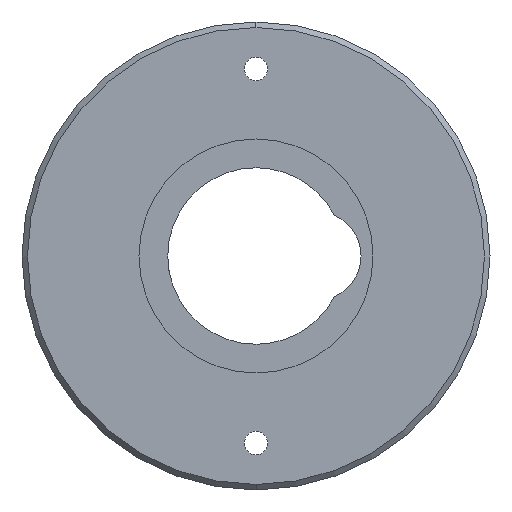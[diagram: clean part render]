
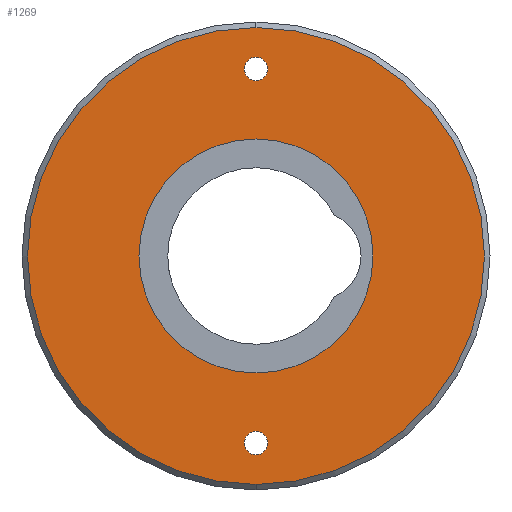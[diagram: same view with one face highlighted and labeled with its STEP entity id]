
A CAD part, left-side view. The second image highlights one B-rep face of the part: STEP entity #1269.
In plain terms, the highlighted planar face has unit normal (-1, 0, 0).
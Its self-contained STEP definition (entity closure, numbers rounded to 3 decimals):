
#10 = DIRECTION ( 'NONE',  ( 0., 0., -1. ) ) ;
#46 = FACE_BOUND ( 'NONE', #1737, .T. ) ;
#48 = ORIENTED_EDGE ( 'NONE', *, *, #2755, .F. ) ;
#49 = ORIENTED_EDGE ( 'NONE', *, *, #1792, .F. ) ;
#64 = CIRCLE ( 'NONE', #2116, 0.635 ) ;
#108 = CARTESIAN_POINT ( 'NONE',  ( -12.337, 0.643, 15.25 ) ) ;
#173 = CARTESIAN_POINT ( 'NONE',  ( -12.337, 0.643, 37.8 ) ) ;
#222 = CARTESIAN_POINT ( 'NONE',  ( -12.337, 0.643, 25.4 ) ) ;
#240 = CARTESIAN_POINT ( 'NONE',  ( -12.337, 0.643, 25.4 ) ) ;
#257 = CARTESIAN_POINT ( 'NONE',  ( -12.337, 0.643, 13. ) ) ;
#302 = CIRCLE ( 'NONE', #2037, 0.635 ) ;
#397 = EDGE_CURVE ( 'NONE', #901, #442, #64, .T. ) ;
#418 = DIRECTION ( 'NONE',  ( 0., 0., 1. ) ) ;
#424 = CIRCLE ( 'NONE', #872, 12.4 ) ;
#434 = AXIS2_PLACEMENT_3D ( 'NONE', #222, #1694, #418 ) ;
#441 = DIRECTION ( 'NONE',  ( 0., 0., -1. ) ) ;
#442 = VERTEX_POINT ( 'NONE', #519 ) ;
#519 = CARTESIAN_POINT ( 'NONE',  ( -12.337, 0.643, 15.885 ) ) ;
#552 = CIRCLE ( 'NONE', #1439, 6.35 ) ;
#621 = CARTESIAN_POINT ( 'NONE',  ( -12.337, 0.643, 34.915 ) ) ;
#635 = VERTEX_POINT ( 'NONE', #173 ) ;
#667 = VERTEX_POINT ( 'NONE', #1784 ) ;
#679 = EDGE_LOOP ( 'NONE', ( #48, #2166 ) ) ;
#759 = ORIENTED_EDGE ( 'NONE', *, *, #1669, .F. ) ;
#761 = EDGE_CURVE ( 'NONE', #2522, #635, #424, .T. ) ;
#774 = CIRCLE ( 'NONE', #2111, 12.4 ) ;
#836 = AXIS2_PLACEMENT_3D ( 'NONE', #898, #1478, #10 ) ;
#857 = EDGE_CURVE ( 'NONE', #1777, #2341, #1840, .T. ) ;
#872 = AXIS2_PLACEMENT_3D ( 'NONE', #240, #2174, #2583 ) ;
#898 = CARTESIAN_POINT ( 'NONE',  ( -12.337, 0.643, 25.4 ) ) ;
#901 = VERTEX_POINT ( 'NONE', #1168 ) ;
#1058 = DIRECTION ( 'NONE',  ( -1., 0., 0. ) ) ;
#1094 = AXIS2_PLACEMENT_3D ( 'NONE', #1502, #2363, #441 ) ;
#1105 = CARTESIAN_POINT ( 'NONE',  ( -12.337, 0.643, 15.25 ) ) ;
#1134 = DIRECTION ( 'NONE',  ( 0., 0., 1. ) ) ;
#1143 = EDGE_CURVE ( 'NONE', #635, #2522, #774, .T. ) ;
#1147 = DIRECTION ( 'NONE',  ( 0., 0., 1. ) ) ;
#1168 = CARTESIAN_POINT ( 'NONE',  ( -12.337, 0.643, 14.615 ) ) ;
#1212 = VERTEX_POINT ( 'NONE', #1897 ) ;
#1229 = DIRECTION ( 'NONE',  ( -1., 0., 0. ) ) ;
#1245 = CARTESIAN_POINT ( 'NONE',  ( -12.337, 0.643, 35.55 ) ) ;
#1253 = DIRECTION ( 'NONE',  ( -1., 0., 0. ) ) ;
#1269 = ADVANCED_FACE ( 'NONE', ( #2569, #46, #2351, #2137 ), #1911, .F. ) ;
#1271 = EDGE_LOOP ( 'NONE', ( #49, #2165 ) ) ;
#1439 = AXIS2_PLACEMENT_3D ( 'NONE', #1467, #1253, #1622 ) ;
#1467 = CARTESIAN_POINT ( 'NONE',  ( -12.337, 0.643, 25.4 ) ) ;
#1478 = DIRECTION ( 'NONE',  ( 1., 0., 0. ) ) ;
#1483 = AXIS2_PLACEMENT_3D ( 'NONE', #1245, #1229, #2069 ) ;
#1502 = CARTESIAN_POINT ( 'NONE',  ( -12.337, 0.643, 35.55 ) ) ;
#1622 = DIRECTION ( 'NONE',  ( 0., 0., 1. ) ) ;
#1669 = EDGE_CURVE ( 'NONE', #2341, #1777, #2238, .T. ) ;
#1678 = EDGE_LOOP ( 'NONE', ( #2090, #2672 ) ) ;
#1694 = DIRECTION ( 'NONE',  ( -1., 0., 0. ) ) ;
#1723 = CARTESIAN_POINT ( 'NONE',  ( -12.337, 0.643, 25.4 ) ) ;
#1727 = CARTESIAN_POINT ( 'NONE',  ( -12.337, 0.643, 36.185 ) ) ;
#1737 = EDGE_LOOP ( 'NONE', ( #759, #2408 ) ) ;
#1777 = VERTEX_POINT ( 'NONE', #621 ) ;
#1784 = CARTESIAN_POINT ( 'NONE',  ( -12.337, 0.643, 19.05 ) ) ;
#1792 = EDGE_CURVE ( 'NONE', #1212, #667, #552, .T. ) ;
#1840 = CIRCLE ( 'NONE', #1094, 0.635 ) ;
#1897 = CARTESIAN_POINT ( 'NONE',  ( -12.337, 0.643, 31.75 ) ) ;
#1911 = PLANE ( 'NONE',  #836 ) ;
#1984 = CIRCLE ( 'NONE', #434, 6.35 ) ;
#2037 = AXIS2_PLACEMENT_3D ( 'NONE', #108, #2441, #1134 ) ;
#2069 = DIRECTION ( 'NONE',  ( 0., 0., -1. ) ) ;
#2090 = ORIENTED_EDGE ( 'NONE', *, *, #761, .T. ) ;
#2100 = EDGE_CURVE ( 'NONE', #667, #1212, #1984, .T. ) ;
#2111 = AXIS2_PLACEMENT_3D ( 'NONE', #1723, #1058, #2558 ) ;
#2116 = AXIS2_PLACEMENT_3D ( 'NONE', #1105, #2414, #1147 ) ;
#2137 = FACE_OUTER_BOUND ( 'NONE', #1678, .T. ) ;
#2165 = ORIENTED_EDGE ( 'NONE', *, *, #2100, .F. ) ;
#2166 = ORIENTED_EDGE ( 'NONE', *, *, #397, .F. ) ;
#2174 = DIRECTION ( 'NONE',  ( -1., 0., 0. ) ) ;
#2238 = CIRCLE ( 'NONE', #1483, 0.635 ) ;
#2341 = VERTEX_POINT ( 'NONE', #1727 ) ;
#2351 = FACE_BOUND ( 'NONE', #679, .T. ) ;
#2363 = DIRECTION ( 'NONE',  ( -1., 0., 0. ) ) ;
#2408 = ORIENTED_EDGE ( 'NONE', *, *, #857, .F. ) ;
#2414 = DIRECTION ( 'NONE',  ( -1., 0., 0. ) ) ;
#2441 = DIRECTION ( 'NONE',  ( -1., 0., 0. ) ) ;
#2522 = VERTEX_POINT ( 'NONE', #257 ) ;
#2558 = DIRECTION ( 'NONE',  ( 0., 0., -1. ) ) ;
#2569 = FACE_BOUND ( 'NONE', #1271, .T. ) ;
#2583 = DIRECTION ( 'NONE',  ( 0., 0., -1. ) ) ;
#2672 = ORIENTED_EDGE ( 'NONE', *, *, #1143, .T. ) ;
#2755 = EDGE_CURVE ( 'NONE', #442, #901, #302, .T. ) ;
